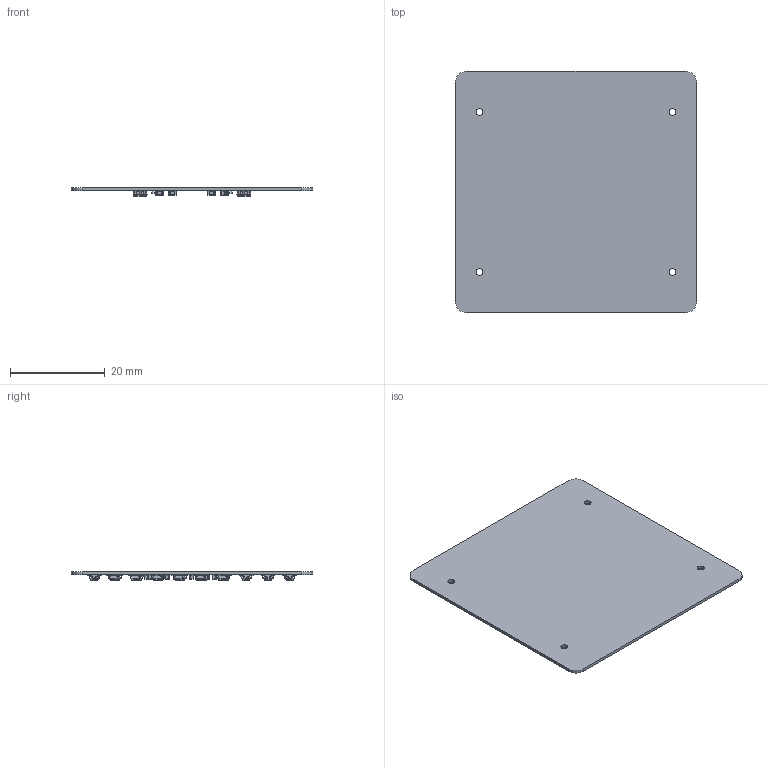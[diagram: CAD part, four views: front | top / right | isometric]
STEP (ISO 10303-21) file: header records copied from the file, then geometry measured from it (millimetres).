
FILE_DESCRIPTION(('Open CASCADE Model'),'2;1');
FILE_NAME('Open CASCADE Shape Model','2023-02-27T14:42:17',('Author'),( 'Open CASCADE'),'Open CASCADE STEP processor 6.8','Open CASCADE 6.8' ,'Unknown');
FILE_SCHEMA(('AUTOMOTIVE_DESIGN { 1 0 10303 214 1 1 1 1 }'));
Length unit declared in the file: millimetre
Products named in the file (66): PCB; Board; Open CASCADE STEP translator 6.8 1.1.1; C36; Cap_Taiyo_Yuden_EMK107ABJ475KA-T_eec; 1; 2; TY_logo; C35; C34; C33; C32; 6066872336; Extruded; 6066872096; C31; C30; C29; C28; C27; C26; C25; C24; C23; C22; C21; C20; C19; C18; C17; C8; C16; C14; C12; C10; C6; C4; C2; C15; C13 ...
Assembly tree (150 placements, depth 4):
  PCB
    Board
      Open CASCADE STEP translator 6.8 1.1.1
    C36
      Cap_Taiyo_Yuden_EMK107ABJ475KA-T_eec
        1
        2
        TY_logo
    C35
      Cap_Taiyo_Yuden_EMK107ABJ475KA-T_eec
        1
        2
        TY_logo
    C34
      Cap_Taiyo_Yuden_EMK107ABJ475KA-T_eec
        1
        2
        TY_logo
    C33
      Cap_Taiyo_Yuden_EMK107ABJ475KA-T_eec
        1
        2
        TY_logo
    C32
      6066872336  x2
        Extruded
      6066872096
        Extruded
    C31
      6066872336  x2
        Extruded
      6066872096
        Extruded
    C30
      6066872336  x2
        Extruded
      6066872096
        Extruded
    C29
      6066872336  x2
        Extruded
      6066872096
        Extruded
    C28
      6066872336  x2
        Extruded
      6066872096
        Extruded
    C27
      6066872096
        Extruded
      6066872336  x2
        Extruded
    C26
      6066872336  x2
        Extruded
      6066872096
        Extruded
    C25
      6066872096
Bounding box: 50.8 x 50.8 x 1.73 mm (x, y, z)
Volume: 1710.6 mm3; surface area: 5930.9 mm2
Topology: 261 solids, 261 shells, 3713 faces, 8533 edges, 5358 vertices
Faces by surface type: plane 2257, cylinder 1168, sphere 288
Full cylindrical faces by diameter (mm): 0.146 x20, 0.174 x20, 0.254 x16, 1.4 x4
Entity records: 6246 total; most frequent: DIRECTION 1033, CARTESIAN_POINT 955, ORIENTED_EDGE 692, AXIS2_PLACEMENT_3D 400, EDGE_CURVE 346, LINE 233, VECTOR 233, PRODUCT_DEFINITION_SHAPE 216
